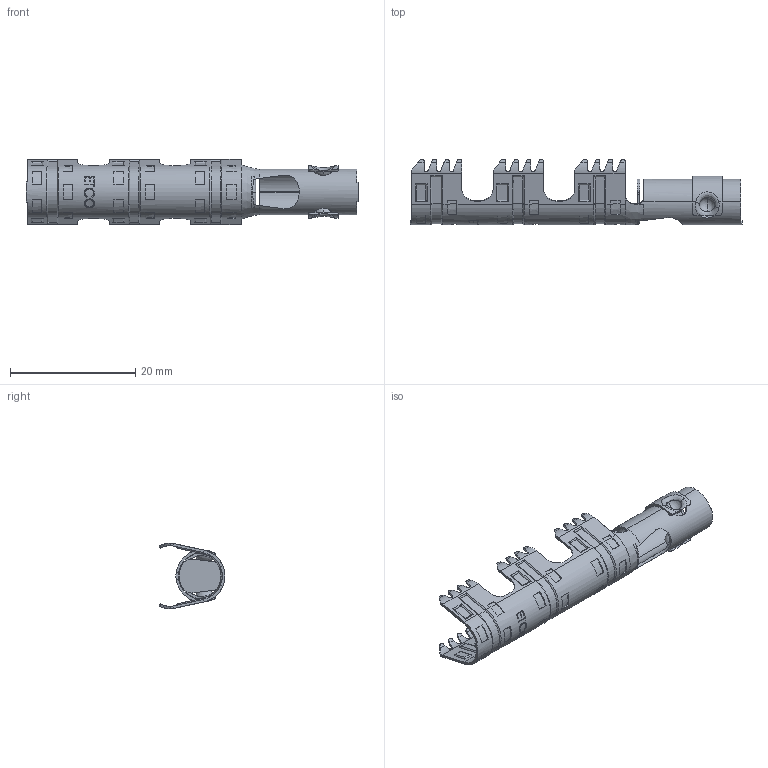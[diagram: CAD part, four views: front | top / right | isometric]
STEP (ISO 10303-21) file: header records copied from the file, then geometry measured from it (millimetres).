
FILE_DESCRIPTION (( 'STEP AP203' ), '1' );
FILE_NAME ('SP955.STEP', '2019-11-06T16:35:04', ( 'tempuser' ), ( 'Microsoft' ), 'SwSTEP 2.0', 'SolidWorks 2019', '' );
FILE_SCHEMA (( 'CONFIG_CONTROL_DESIGN' ));
Length unit declared in the file: inch
Products named in the file (3): SP955; SP955_SP413 without carrier; SCA4 expanded for mating_SCA4-G
Assembly tree (2 placements, depth 2):
  SP955
    SP955_SP413 without carrier
    SCA4 expanded for mating_SCA4-G
Bounding box: 52.93 x 10.49 x 10.49 mm (x, y, z)
Volume: 449.1 mm3; surface area: 2457.1 mm2
Topology: 2 solids, 2 shells, 708 faces, 1848 edges, 1173 vertices
Faces by surface type: plane 341, cylinder 208, bspline 109, cone 30, torus 12, sphere 8
Entity records: 29189 total; most frequent: CARTESIAN_POINT 12726, ORIENTED_EDGE 3696, DIRECTION 2895, EDGE_CURVE 1848, VERTEX_POINT 1173, AXIS2_PLACEMENT_3D 985, LINE 925, VECTOR 925
